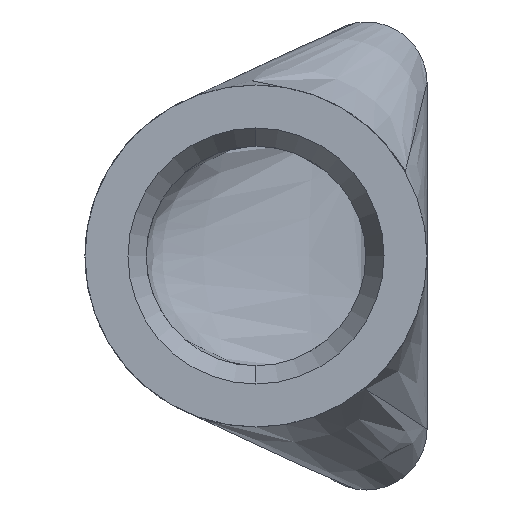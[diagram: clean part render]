
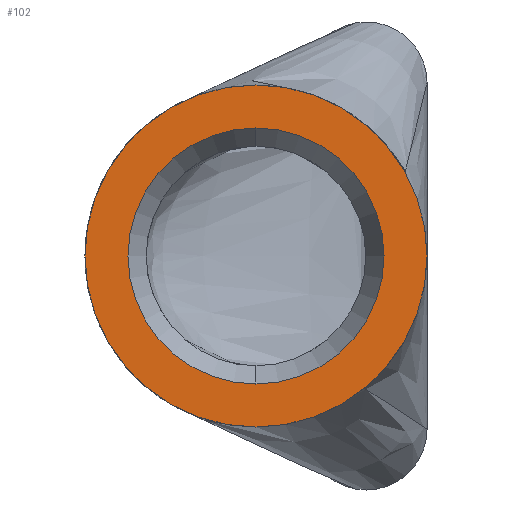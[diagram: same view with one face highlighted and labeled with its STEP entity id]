
A CAD part, left-side view. The second image highlights one B-rep face of the part: STEP entity #102.
In plain terms, the highlighted planar face has unit normal (-1, 0, 0).
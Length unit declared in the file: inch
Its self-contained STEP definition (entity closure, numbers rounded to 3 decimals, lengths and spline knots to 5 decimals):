
#6 = DIRECTION ( 'NONE',  ( -1., 0., 0. ) ) ;
#17 = CARTESIAN_POINT ( 'NONE',  ( 0., 0.594, 0. ) ) ;
#31 = DIRECTION ( 'NONE',  ( 0., 0., 1. ) ) ;
#35 = DIRECTION ( 'NONE',  ( 0., 0., 1. ) ) ;
#55 = DIRECTION ( 'NONE',  ( 1., 0., 0. ) ) ;
#102 = ADVANCED_FACE ( 'NONE', ( #760, #1173 ), #955, .T. ) ;
#120 = CARTESIAN_POINT ( 'NONE',  ( 0., 0., 0. ) ) ;
#270 = EDGE_LOOP ( 'NONE', ( #479, #383 ) ) ;
#291 = AXIS2_PLACEMENT_3D ( 'NONE', #888, #6, #602 ) ;
#332 = AXIS2_PLACEMENT_3D ( 'NONE', #17, #55, #830 ) ;
#340 = CARTESIAN_POINT ( 'NONE',  ( 0., 0.594, 0.594 ) ) ;
#383 = ORIENTED_EDGE ( 'NONE', *, *, #564, .T. ) ;
#401 = EDGE_CURVE ( 'NONE', #826, #1073, #1021, .T. ) ;
#412 = CIRCLE ( 'NONE', #1206, 0.44451 ) ;
#467 = DIRECTION ( 'NONE',  ( 0., 0., 1. ) ) ;
#479 = ORIENTED_EDGE ( 'NONE', *, *, #574, .T. ) ;
#507 = VERTEX_POINT ( 'NONE', #762 ) ;
#551 = CIRCLE ( 'NONE', #856, 0.594 ) ;
#564 = EDGE_CURVE ( 'NONE', #507, #642, #551, .T. ) ;
#574 = EDGE_CURVE ( 'NONE', #642, #507, #1097, .T. ) ;
#590 = ORIENTED_EDGE ( 'NONE', *, *, #1241, .T. ) ;
#593 = CARTESIAN_POINT ( 'NONE',  ( 0., 0.594, 0.44451 ) ) ;
#602 = DIRECTION ( 'NONE',  ( 0., 0., 1. ) ) ;
#642 = VERTEX_POINT ( 'NONE', #340 ) ;
#658 = DIRECTION ( 'NONE',  ( -1., 0., 0. ) ) ;
#707 = DIRECTION ( 'NONE',  ( 1., 0., 0. ) ) ;
#760 = FACE_BOUND ( 'NONE', #1092, .T. ) ;
#762 = CARTESIAN_POINT ( 'NONE',  ( 0., 0.594, -0.594 ) ) ;
#826 = VERTEX_POINT ( 'NONE', #593 ) ;
#830 = DIRECTION ( 'NONE',  ( 0., 0., 1. ) ) ;
#856 = AXIS2_PLACEMENT_3D ( 'NONE', #957, #658, #467 ) ;
#864 = CARTESIAN_POINT ( 'NONE',  ( 0., 0.594, -0.44451 ) ) ;
#885 = CARTESIAN_POINT ( 'NONE',  ( 0., 0.594, 0. ) ) ;
#888 = CARTESIAN_POINT ( 'NONE',  ( 0., 0.594, 0. ) ) ;
#955 = PLANE ( 'NONE',  #1058 ) ;
#957 = CARTESIAN_POINT ( 'NONE',  ( 0., 0.594, 0. ) ) ;
#1021 = CIRCLE ( 'NONE', #332, 0.44451 ) ;
#1058 = AXIS2_PLACEMENT_3D ( 'NONE', #120, #1145, #31 ) ;
#1073 = VERTEX_POINT ( 'NONE', #864 ) ;
#1092 = EDGE_LOOP ( 'NONE', ( #1153, #590 ) ) ;
#1097 = CIRCLE ( 'NONE', #291, 0.594 ) ;
#1145 = DIRECTION ( 'NONE',  ( -1., 0., 0. ) ) ;
#1153 = ORIENTED_EDGE ( 'NONE', *, *, #401, .T. ) ;
#1173 = FACE_OUTER_BOUND ( 'NONE', #270, .T. ) ;
#1206 = AXIS2_PLACEMENT_3D ( 'NONE', #885, #707, #35 ) ;
#1241 = EDGE_CURVE ( 'NONE', #1073, #826, #412, .T. ) ;
